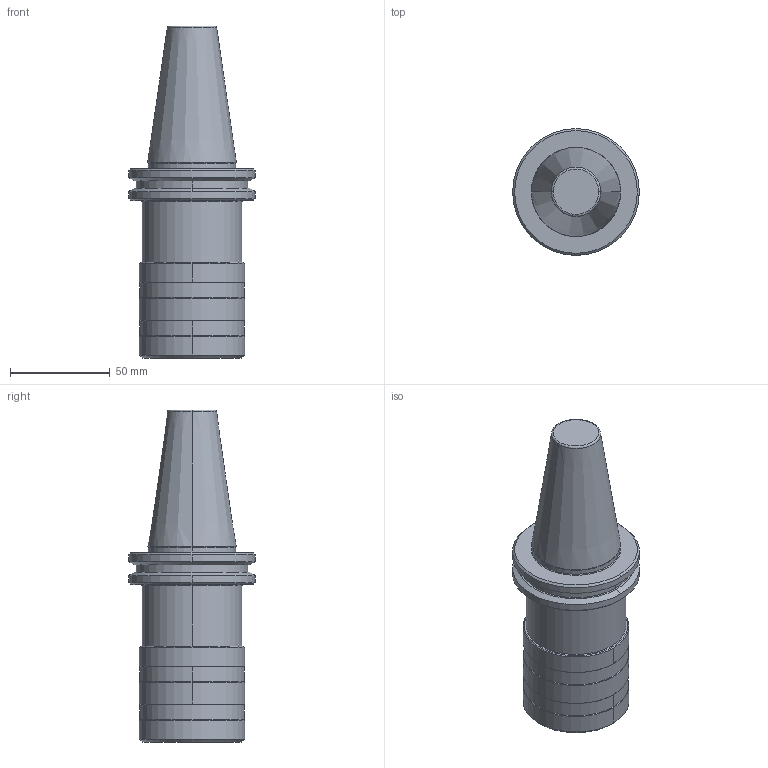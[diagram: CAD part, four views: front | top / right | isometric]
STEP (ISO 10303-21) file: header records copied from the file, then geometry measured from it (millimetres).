
FILE_DESCRIPTION (( 'STEP AP203' ), '1' );
FILE_NAME ('SK40 KWFLK2 98.0.STEP', '2019-05-06T06:12:38', ( '' ), ( '' ), 'SwSTEP 2.0', 'SolidWorks 2014', '' );
FILE_SCHEMA (( 'CONFIG_CONTROL_DESIGN' ));
Length unit declared in the file: millimetre
Products named in the file (1): SK40 KWFLK2 98.0
Bounding box: 63.5 x 63.5 x 166.4 mm (x, y, z)
Volume: 282838 mm3; surface area: 30090.6 mm2
Topology: 1 solids, 1 shells, 57 faces, 120 edges, 70 vertices
Faces by surface type: cone 24, cylinder 20, plane 7, bspline 4, torus 2
Entity records: 1851 total; most frequent: CARTESIAN_POINT 530, DIRECTION 292, ORIENTED_EDGE 240, AXIS2_PLACEMENT_3D 124, EDGE_CURVE 120, CIRCLE 70, VERTEX_POINT 70, EDGE_LOOP 62
